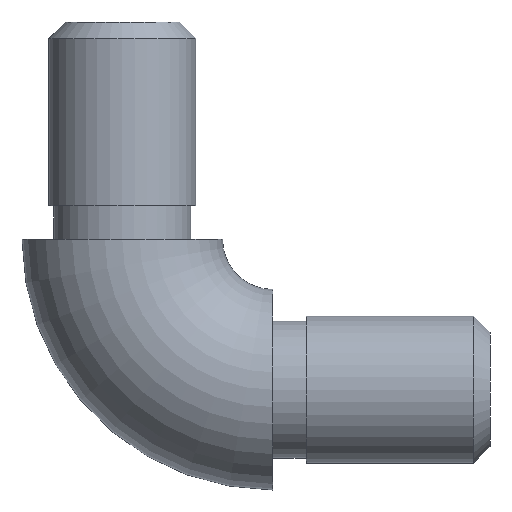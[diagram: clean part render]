
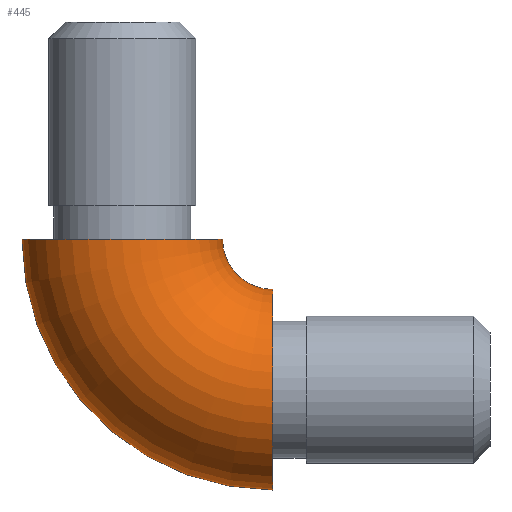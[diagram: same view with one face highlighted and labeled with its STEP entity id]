
A CAD part, front view. The second image highlights one B-rep face of the part: STEP entity #445.
In plain terms, the highlighted toroidal (fillet/blend) face has major radius 9 mm and minor radius 6 mm.
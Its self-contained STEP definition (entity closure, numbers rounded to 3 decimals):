
#20 = VERTEX_POINT ( 'NONE', #499 ) ;
#21 = CARTESIAN_POINT ( 'NONE',  ( 0., 0., 0. ) ) ;
#37 = AXIS2_PLACEMENT_3D ( 'NONE', #21, #116, #212 ) ;
#51 = CIRCLE ( 'NONE', #92, 15. ) ;
#67 = CARTESIAN_POINT ( 'NONE',  ( -3., 0., 0. ) ) ;
#74 = EDGE_CURVE ( 'NONE', #113, #346, #358, .T. ) ;
#92 = AXIS2_PLACEMENT_3D ( 'NONE', #481, #109, #293 ) ;
#109 = DIRECTION ( 'NONE',  ( 0., 1., 0. ) ) ;
#111 = TOROIDAL_SURFACE ( 'NONE', #430, 9., 6. ) ;
#113 = VERTEX_POINT ( 'NONE', #238 ) ;
#116 = DIRECTION ( 'NONE',  ( 0., 1., 0. ) ) ;
#146 = EDGE_CURVE ( 'NONE', #20, #149, #477, .T. ) ;
#149 = VERTEX_POINT ( 'NONE', #185 ) ;
#155 = CIRCLE ( 'NONE', #37, 3. ) ;
#174 = EDGE_CURVE ( 'NONE', #20, #113, #51, .T. ) ;
#184 = DIRECTION ( 'NONE',  ( 0., 0., 1. ) ) ;
#185 = CARTESIAN_POINT ( 'NONE',  ( 0., 0., -3. ) ) ;
#188 = DIRECTION ( 'NONE',  ( -1., 0., 0. ) ) ;
#208 = ORIENTED_EDGE ( 'NONE', *, *, #174, .F. ) ;
#211 = AXIS2_PLACEMENT_3D ( 'NONE', #595, #184, #514 ) ;
#212 = DIRECTION ( 'NONE',  ( 0., 0., 1. ) ) ;
#238 = CARTESIAN_POINT ( 'NONE',  ( -15., 0., 0. ) ) ;
#245 = ORIENTED_EDGE ( 'NONE', *, *, #263, .T. ) ;
#263 = EDGE_CURVE ( 'NONE', #149, #346, #155, .T. ) ;
#283 = CARTESIAN_POINT ( 'NONE',  ( 0., 0., -9. ) ) ;
#293 = DIRECTION ( 'NONE',  ( 0., 0., 1. ) ) ;
#302 = ORIENTED_EDGE ( 'NONE', *, *, #146, .T. ) ;
#319 = DIRECTION ( 'NONE',  ( 0., 0., 1. ) ) ;
#331 = DIRECTION ( 'NONE',  ( 0., 0., 1. ) ) ;
#346 = VERTEX_POINT ( 'NONE', #67 ) ;
#358 = CIRCLE ( 'NONE', #211, 6. ) ;
#380 = AXIS2_PLACEMENT_3D ( 'NONE', #283, #188, #331 ) ;
#401 = EDGE_LOOP ( 'NONE', ( #208, #302, #245, #478 ) ) ;
#430 = AXIS2_PLACEMENT_3D ( 'NONE', #497, #542, #319 ) ;
#445 = ADVANCED_FACE ( 'NONE', ( #529 ), #111, .T. ) ;
#477 = CIRCLE ( 'NONE', #380, 6. ) ;
#478 = ORIENTED_EDGE ( 'NONE', *, *, #74, .F. ) ;
#481 = CARTESIAN_POINT ( 'NONE',  ( 0., 0., 0. ) ) ;
#497 = CARTESIAN_POINT ( 'NONE',  ( 0., 0., 0. ) ) ;
#499 = CARTESIAN_POINT ( 'NONE',  ( 0., 0., -15. ) ) ;
#514 = DIRECTION ( 'NONE',  ( 1., 0., 0. ) ) ;
#529 = FACE_OUTER_BOUND ( 'NONE', #401, .T. ) ;
#542 = DIRECTION ( 'NONE',  ( 0., 1., 0. ) ) ;
#595 = CARTESIAN_POINT ( 'NONE',  ( -9., 0., 0. ) ) ;
